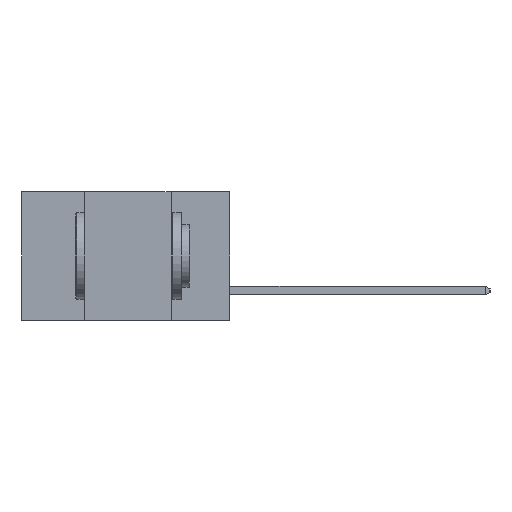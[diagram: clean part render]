
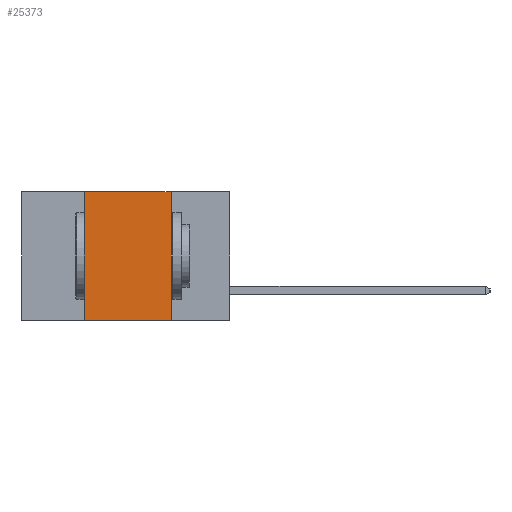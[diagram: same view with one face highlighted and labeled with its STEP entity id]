
A CAD part, left-side view. The second image highlights one B-rep face of the part: STEP entity #25373.
In plain terms, the highlighted planar face has unit normal (-1, 0, 0).
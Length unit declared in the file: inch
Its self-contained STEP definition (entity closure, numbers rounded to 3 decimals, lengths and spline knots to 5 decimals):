
#81 = FACE_OUTER_BOUND ( 'NONE', #25161, .T. ) ;
#161 = CARTESIAN_POINT ( 'NONE',  ( 0., 0.17, 0. ) ) ;
#747 = LINE ( 'NONE', #22678, #13459 ) ;
#803 = CARTESIAN_POINT ( 'NONE',  ( 0., 0.17, -0.37 ) ) ;
#872 = CARTESIAN_POINT ( 'NONE',  ( 0., 0.42, 0. ) ) ;
#2226 = EDGE_CURVE ( 'NONE', #10446, #17512, #10975, .T. ) ;
#3278 = DIRECTION ( 'NONE',  ( 0., 0., 1. ) ) ;
#3989 = ORIENTED_EDGE ( 'NONE', *, *, #29601, .F. ) ;
#4935 = ORIENTED_EDGE ( 'NONE', *, *, #18130, .F. ) ;
#5374 = CARTESIAN_POINT ( 'NONE',  ( 0., 0.6, 0. ) ) ;
#6435 = VECTOR ( 'NONE', #3278, 39.37008 ) ;
#7768 = DIRECTION ( 'NONE',  ( 0., 0., -1. ) ) ;
#9861 = VERTEX_POINT ( 'NONE', #12316 ) ;
#10320 = ORIENTED_EDGE ( 'NONE', *, *, #2226, .T. ) ;
#10446 = VERTEX_POINT ( 'NONE', #21074 ) ;
#10975 = LINE ( 'NONE', #19060, #17957 ) ;
#12109 = AXIS2_PLACEMENT_3D ( 'NONE', #5374, #21862, #7768 ) ;
#12316 = CARTESIAN_POINT ( 'NONE',  ( 0., 0.42, 0. ) ) ;
#12724 = LINE ( 'NONE', #872, #6435 ) ;
#13093 = DIRECTION ( 'NONE',  ( 0., 0., -1. ) ) ;
#13459 = VECTOR ( 'NONE', #15721, 39.37008 ) ;
#13558 = VERTEX_POINT ( 'NONE', #161 ) ;
#13841 = EDGE_CURVE ( 'NONE', #13558, #17512, #27763, .T. ) ;
#15721 = DIRECTION ( 'NONE',  ( 0., -1., 0. ) ) ;
#17512 = VERTEX_POINT ( 'NONE', #803 ) ;
#17957 = VECTOR ( 'NONE', #20400, 39.37008 ) ;
#18130 = EDGE_CURVE ( 'NONE', #10446, #9861, #12724, .T. ) ;
#19060 = CARTESIAN_POINT ( 'NONE',  ( 0., 0.6, -0.37 ) ) ;
#19514 = PLANE ( 'NONE',  #12109 ) ;
#20400 = DIRECTION ( 'NONE',  ( 0., -1., 0. ) ) ;
#21074 = CARTESIAN_POINT ( 'NONE',  ( 0., 0.42, -0.37 ) ) ;
#21862 = DIRECTION ( 'NONE',  ( 1., 0., 0. ) ) ;
#22678 = CARTESIAN_POINT ( 'NONE',  ( 0., 0.6, 0. ) ) ;
#23718 = VECTOR ( 'NONE', #13093, 39.37008 ) ;
#24813 = ORIENTED_EDGE ( 'NONE', *, *, #13841, .F. ) ;
#25161 = EDGE_LOOP ( 'NONE', ( #24813, #3989, #4935, #10320 ) ) ;
#25373 = ADVANCED_FACE ( 'NONE', ( #81 ), #19514, .F. ) ;
#27137 = CARTESIAN_POINT ( 'NONE',  ( 0., 0.17, 0. ) ) ;
#27763 = LINE ( 'NONE', #27137, #23718 ) ;
#29601 = EDGE_CURVE ( 'NONE', #9861, #13558, #747, .T. ) ;
